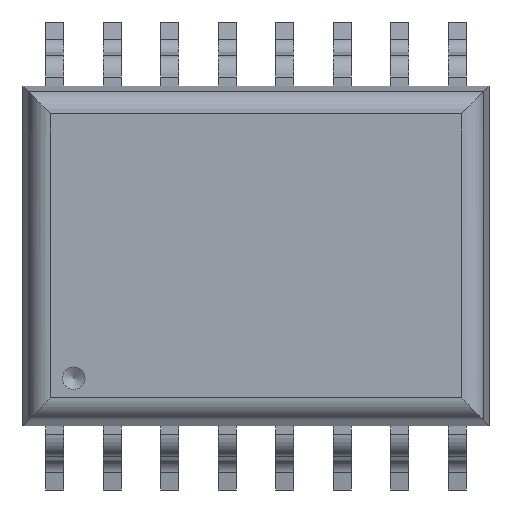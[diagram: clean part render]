
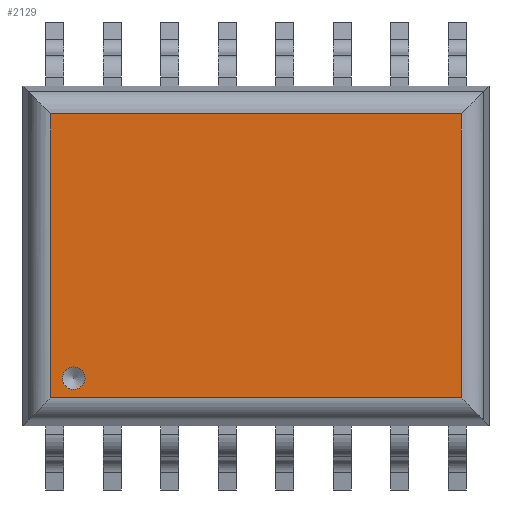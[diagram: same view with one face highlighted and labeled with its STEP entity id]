
A CAD part, top view. The second image highlights one B-rep face of the part: STEP entity #2129.
In plain terms, the highlighted planar face has unit normal (0, 0, 1).
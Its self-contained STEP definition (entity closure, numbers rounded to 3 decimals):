
#2129 = ADVANCED_FACE('',(#2130,#2249),#2144,.T.);
#2130 = FACE_BOUND('',#2131,.T.);
#2131 = EDGE_LOOP('',(#2132,#2167,#2195,#2223));
#2132 = ORIENTED_EDGE('',*,*,#2133,.T.);
#2133 = EDGE_CURVE('',#2134,#2136,#2138,.T.);
#2134 = VERTEX_POINT('',#2135);
#2135 = CARTESIAN_POINT('',(4.533,3.133,2.35));
#2136 = VERTEX_POINT('',#2137);
#2137 = CARTESIAN_POINT('',(-4.533,3.133,2.35));
#2138 = SURFACE_CURVE('',#2139,(#2143,#2155),.PCURVE_S1.);
#2139 = LINE('',#2140,#2141);
#2140 = CARTESIAN_POINT('',(0.,3.133,2.35));
#2141 = VECTOR('',#2142,1.);
#2142 = DIRECTION('',(-1.,0.,0.));
#2143 = PCURVE('',#2144,#2149);
#2144 = PLANE('',#2145);
#2145 = AXIS2_PLACEMENT_3D('',#2146,#2147,#2148);
#2146 = CARTESIAN_POINT('',(0.,0.,2.35));
#2147 = DIRECTION('',(0.,0.,1.));
#2148 = DIRECTION('',(1.,0.,-0.));
#2149 = DEFINITIONAL_REPRESENTATION('',(#2150),#2154);
#2150 = LINE('',#2151,#2152);
#2151 = CARTESIAN_POINT('',(0.,3.133));
#2152 = VECTOR('',#2153,1.);
#2153 = DIRECTION('',(-1.,0.));
#2154 = ( GEOMETRIC_REPRESENTATION_CONTEXT(2) 
PARAMETRIC_REPRESENTATION_CONTEXT() REPRESENTATION_CONTEXT('2D SPACE',''
  ) );
#2155 = PCURVE('',#2156,#2161);
#2156 = CYLINDRICAL_SURFACE('',#2157,0.5);
#2157 = AXIS2_PLACEMENT_3D('',#2158,#2159,#2160);
#2158 = CARTESIAN_POINT('',(0.,3.133,1.85));
#2159 = DIRECTION('',(-1.,0.,0.));
#2160 = DIRECTION('',(0.,0.,1.));
#2161 = DEFINITIONAL_REPRESENTATION('',(#2162),#2166);
#2162 = LINE('',#2163,#2164);
#2163 = CARTESIAN_POINT('',(0.,0.));
#2164 = VECTOR('',#2165,1.);
#2165 = DIRECTION('',(0.,1.));
#2166 = ( GEOMETRIC_REPRESENTATION_CONTEXT(2) 
PARAMETRIC_REPRESENTATION_CONTEXT() REPRESENTATION_CONTEXT('2D SPACE',''
  ) );
#2167 = ORIENTED_EDGE('',*,*,#2168,.T.);
#2168 = EDGE_CURVE('',#2136,#2169,#2171,.T.);
#2169 = VERTEX_POINT('',#2170);
#2170 = CARTESIAN_POINT('',(-4.533,-3.133,2.35));
#2171 = SURFACE_CURVE('',#2172,(#2176,#2183),.PCURVE_S1.);
#2172 = LINE('',#2173,#2174);
#2173 = CARTESIAN_POINT('',(-4.533,0.,2.35));
#2174 = VECTOR('',#2175,1.);
#2175 = DIRECTION('',(0.,-1.,0.));
#2176 = PCURVE('',#2144,#2177);
#2177 = DEFINITIONAL_REPRESENTATION('',(#2178),#2182);
#2178 = LINE('',#2179,#2180);
#2179 = CARTESIAN_POINT('',(-4.533,0.));
#2180 = VECTOR('',#2181,1.);
#2181 = DIRECTION('',(0.,-1.));
#2182 = ( GEOMETRIC_REPRESENTATION_CONTEXT(2) 
PARAMETRIC_REPRESENTATION_CONTEXT() REPRESENTATION_CONTEXT('2D SPACE',''
  ) );
#2183 = PCURVE('',#2184,#2189);
#2184 = CYLINDRICAL_SURFACE('',#2185,0.5);
#2185 = AXIS2_PLACEMENT_3D('',#2186,#2187,#2188);
#2186 = CARTESIAN_POINT('',(-4.533,0.,1.85));
#2187 = DIRECTION('',(0.,-1.,0.));
#2188 = DIRECTION('',(1.,0.,0.));
#2189 = DEFINITIONAL_REPRESENTATION('',(#2190),#2194);
#2190 = LINE('',#2191,#2192);
#2191 = CARTESIAN_POINT('',(1.571,0.));
#2192 = VECTOR('',#2193,1.);
#2193 = DIRECTION('',(0.,1.));
#2194 = ( GEOMETRIC_REPRESENTATION_CONTEXT(2) 
PARAMETRIC_REPRESENTATION_CONTEXT() REPRESENTATION_CONTEXT('2D SPACE',''
  ) );
#2195 = ORIENTED_EDGE('',*,*,#2196,.T.);
#2196 = EDGE_CURVE('',#2169,#2197,#2199,.T.);
#2197 = VERTEX_POINT('',#2198);
#2198 = CARTESIAN_POINT('',(4.533,-3.133,2.35));
#2199 = SURFACE_CURVE('',#2200,(#2204,#2211),.PCURVE_S1.);
#2200 = LINE('',#2201,#2202);
#2201 = CARTESIAN_POINT('',(0.,-3.133,2.35));
#2202 = VECTOR('',#2203,1.);
#2203 = DIRECTION('',(1.,0.,0.));
#2204 = PCURVE('',#2144,#2205);
#2205 = DEFINITIONAL_REPRESENTATION('',(#2206),#2210);
#2206 = LINE('',#2207,#2208);
#2207 = CARTESIAN_POINT('',(0.,-3.133));
#2208 = VECTOR('',#2209,1.);
#2209 = DIRECTION('',(1.,0.));
#2210 = ( GEOMETRIC_REPRESENTATION_CONTEXT(2) 
PARAMETRIC_REPRESENTATION_CONTEXT() REPRESENTATION_CONTEXT('2D SPACE',''
  ) );
#2211 = PCURVE('',#2212,#2217);
#2212 = CYLINDRICAL_SURFACE('',#2213,0.5);
#2213 = AXIS2_PLACEMENT_3D('',#2214,#2215,#2216);
#2214 = CARTESIAN_POINT('',(0.,-3.133,1.85));
#2215 = DIRECTION('',(1.,0.,0.));
#2216 = DIRECTION('',(0.,0.,-1.));
#2217 = DEFINITIONAL_REPRESENTATION('',(#2218),#2222);
#2218 = LINE('',#2219,#2220);
#2219 = CARTESIAN_POINT('',(3.142,0.));
#2220 = VECTOR('',#2221,1.);
#2221 = DIRECTION('',(0.,1.));
#2222 = ( GEOMETRIC_REPRESENTATION_CONTEXT(2) 
PARAMETRIC_REPRESENTATION_CONTEXT() REPRESENTATION_CONTEXT('2D SPACE',''
  ) );
#2223 = ORIENTED_EDGE('',*,*,#2224,.T.);
#2224 = EDGE_CURVE('',#2197,#2134,#2225,.T.);
#2225 = SURFACE_CURVE('',#2226,(#2230,#2237),.PCURVE_S1.);
#2226 = LINE('',#2227,#2228);
#2227 = CARTESIAN_POINT('',(4.533,0.,2.35));
#2228 = VECTOR('',#2229,1.);
#2229 = DIRECTION('',(0.,1.,0.));
#2230 = PCURVE('',#2144,#2231);
#2231 = DEFINITIONAL_REPRESENTATION('',(#2232),#2236);
#2232 = LINE('',#2233,#2234);
#2233 = CARTESIAN_POINT('',(4.533,0.));
#2234 = VECTOR('',#2235,1.);
#2235 = DIRECTION('',(0.,1.));
#2236 = ( GEOMETRIC_REPRESENTATION_CONTEXT(2) 
PARAMETRIC_REPRESENTATION_CONTEXT() REPRESENTATION_CONTEXT('2D SPACE',''
  ) );
#2237 = PCURVE('',#2238,#2243);
#2238 = CYLINDRICAL_SURFACE('',#2239,0.5);
#2239 = AXIS2_PLACEMENT_3D('',#2240,#2241,#2242);
#2240 = CARTESIAN_POINT('',(4.533,0.,1.85));
#2241 = DIRECTION('',(0.,1.,0.));
#2242 = DIRECTION('',(-1.,0.,0.));
#2243 = DEFINITIONAL_REPRESENTATION('',(#2244),#2248);
#2244 = LINE('',#2245,#2246);
#2245 = CARTESIAN_POINT('',(1.571,0.));
#2246 = VECTOR('',#2247,1.);
#2247 = DIRECTION('',(0.,1.));
#2248 = ( GEOMETRIC_REPRESENTATION_CONTEXT(2) 
PARAMETRIC_REPRESENTATION_CONTEXT() REPRESENTATION_CONTEXT('2D SPACE',''
  ) );
#2249 = FACE_BOUND('',#2250,.T.);
#2250 = EDGE_LOOP('',(#2251));
#2251 = ORIENTED_EDGE('',*,*,#2252,.T.);
#2252 = EDGE_CURVE('',#2253,#2253,#2255,.T.);
#2253 = VERTEX_POINT('',#2254);
#2254 = CARTESIAN_POINT('',(-4.275,-2.702,2.35));
#2255 = SURFACE_CURVE('',#2256,(#2261,#2272),.PCURVE_S1.);
#2256 = CIRCLE('',#2257,0.25);
#2257 = AXIS2_PLACEMENT_3D('',#2258,#2259,#2260);
#2258 = CARTESIAN_POINT('',(-4.025,-2.702,2.35));
#2259 = DIRECTION('',(0.,0.,-1.));
#2260 = DIRECTION('',(-1.,0.,0.));
#2261 = PCURVE('',#2144,#2262);
#2262 = DEFINITIONAL_REPRESENTATION('',(#2263),#2271);
#2263 = ( BOUNDED_CURVE() B_SPLINE_CURVE(2,(#2264,#2265,#2266,#2267,
#2268,#2269,#2270),.UNSPECIFIED.,.T.,.F.) B_SPLINE_CURVE_WITH_KNOTS((1,2
    ,2,2,2,1),(-2.094,0.,2.094,4.189,
6.283,8.378),.UNSPECIFIED.) CURVE() 
GEOMETRIC_REPRESENTATION_ITEM() RATIONAL_B_SPLINE_CURVE((1.,0.5,1.,0.5,
1.,0.5,1.)) REPRESENTATION_ITEM('') );
#2264 = CARTESIAN_POINT('',(-4.275,-2.702));
#2265 = CARTESIAN_POINT('',(-4.275,-2.269));
#2266 = CARTESIAN_POINT('',(-3.9,-2.486));
#2267 = CARTESIAN_POINT('',(-3.525,-2.702));
#2268 = CARTESIAN_POINT('',(-3.9,-2.919));
#2269 = CARTESIAN_POINT('',(-4.275,-3.135));
#2270 = CARTESIAN_POINT('',(-4.275,-2.702));
#2271 = ( GEOMETRIC_REPRESENTATION_CONTEXT(2) 
PARAMETRIC_REPRESENTATION_CONTEXT() REPRESENTATION_CONTEXT('2D SPACE',''
  ) );
#2272 = PCURVE('',#2273,#2278);
#2273 = CYLINDRICAL_SURFACE('',#2274,0.25);
#2274 = AXIS2_PLACEMENT_3D('',#2275,#2276,#2277);
#2275 = CARTESIAN_POINT('',(-4.025,-2.702,2.35));
#2276 = DIRECTION('',(0.,0.,-1.));
#2277 = DIRECTION('',(-1.,0.,0.));
#2278 = DEFINITIONAL_REPRESENTATION('',(#2279),#2283);
#2279 = LINE('',#2280,#2281);
#2280 = CARTESIAN_POINT('',(0.,0.));
#2281 = VECTOR('',#2282,1.);
#2282 = DIRECTION('',(1.,0.));
#2283 = ( GEOMETRIC_REPRESENTATION_CONTEXT(2) 
PARAMETRIC_REPRESENTATION_CONTEXT() REPRESENTATION_CONTEXT('2D SPACE',''
  ) );
